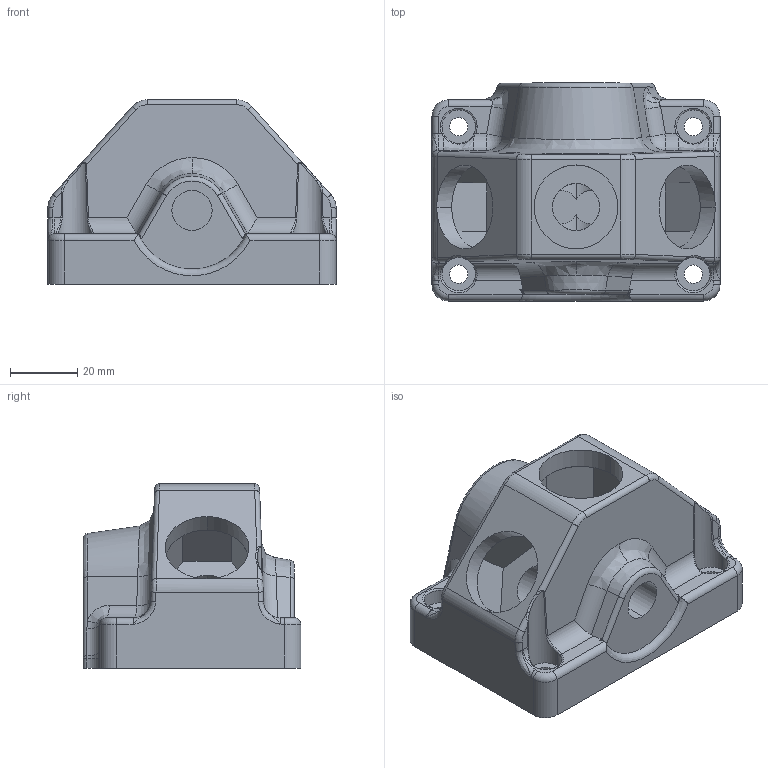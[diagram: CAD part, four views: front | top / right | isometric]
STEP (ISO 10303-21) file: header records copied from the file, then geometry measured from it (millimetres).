
FILE_DESCRIPTION (( 'STEP AP203' ), '1' );
FILE_NAME ('R241.012.003.STEP', '2015-06-12T12:09:45', ( '' ), ( '' ), 'SwSTEP 2.0', 'SolidWorks 2012', '' );
FILE_SCHEMA (( 'CONFIG_CONTROL_DESIGN' ));
Length unit declared in the file: millimetre
Products named in the file (1): R241.012.003
Bounding box: 86 x 65 x 55 mm (x, y, z)
Volume: 82362.2 mm3; surface area: 40041.1 mm2
Topology: 1 solids, 3 shells, 445 faces, 1113 edges, 671 vertices
Faces by surface type: cylinder 164, plane 125, bspline 87, torus 61, sphere 7, cone 1
Entity records: 17048 total; most frequent: CARTESIAN_POINT 7161, ORIENTED_EDGE 2202, DIRECTION 1930, EDGE_CURVE 1101, AXIS2_PLACEMENT_3D 761, VERTEX_POINT 669, EDGE_LOOP 466, ADVANCED_FACE 445
